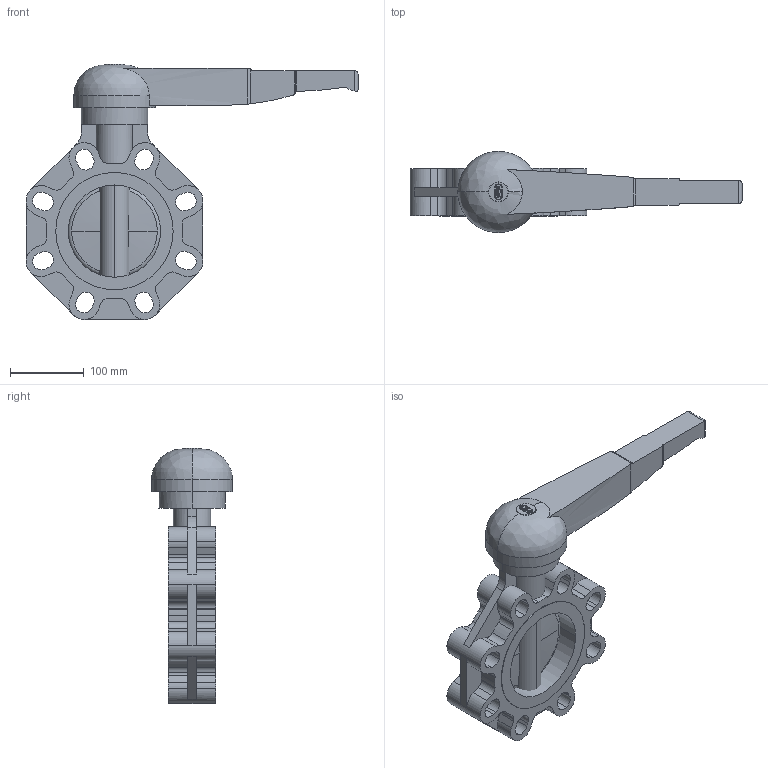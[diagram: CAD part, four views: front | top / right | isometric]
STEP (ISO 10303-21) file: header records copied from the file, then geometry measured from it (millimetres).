
FILE_DESCRIPTION(('STEP AP214'),'1');
FILE_NAME('fkomlm140f.stp','2018-03-07T07:29:10',('TraceParts'),('TraceParts S.A.'),'Spatial InterOp 3D',' ',' ');
FILE_SCHEMA(('automotive_design'));
Length unit declared in the file: millimetre
Products named in the file (4): fkomlm140f_1; fkomlm140f_2; FKOMLM140E|cassa FK 140:1#cassa FK 140;AA; fkomlm140f_4
Bounding box: 449.86 x 110 x 345.61 mm (x, y, z)
Volume: 2897719.3 mm3; surface area: 327295.2 mm2
Topology: 4 solids, 4 shells, 336 faces, 938 edges, 620 vertices
Faces by surface type: cylinder 181, plane 141, cone 8, torus 4, bspline 2
Entity records: 14157 total; most frequent: CARTESIAN_POINT 2414, DIRECTION 1962, ORIENTED_EDGE 1878, EDGE_CURVE 939, AXIS2_PLACEMENT_3D 739, VERTEX_POINT 621, LINE 484, VECTOR 484
